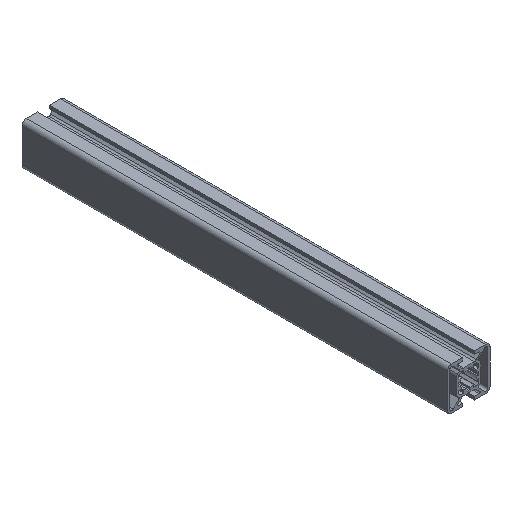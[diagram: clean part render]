
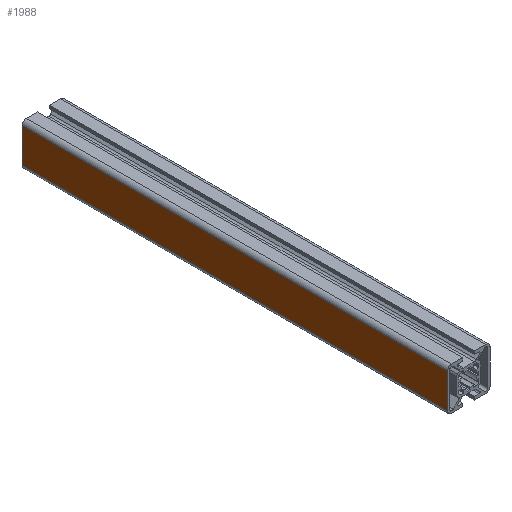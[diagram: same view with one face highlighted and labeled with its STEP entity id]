
A CAD part, isometric view. The second image highlights one B-rep face of the part: STEP entity #1988.
In plain terms, the highlighted face is planar.
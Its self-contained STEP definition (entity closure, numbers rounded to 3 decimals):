
#159 = ORIENTED_EDGE ( 'NONE', *, *, #2276, .T. ) ;
#174 = DIRECTION ( 'NONE',  ( 0., 0., 1. ) ) ;
#198 = ORIENTED_EDGE ( 'NONE', *, *, #2189, .T. ) ;
#257 = ORIENTED_EDGE ( 'NONE', *, *, #2240, .F. ) ;
#264 = ORIENTED_EDGE ( 'NONE', *, *, #2270, .F. ) ;
#364 = VERTEX_POINT ( 'NONE', #2934 ) ;
#408 = VERTEX_POINT ( 'NONE', #2975 ) ;
#424 = VERTEX_POINT ( 'NONE', #2979 ) ;
#439 = VERTEX_POINT ( 'NONE', #2765 ) ;
#615 = EDGE_LOOP ( 'NONE', ( #264, #257, #198, #159 ) ) ;
#1066 = LINE ( 'NONE', #1070, #1337 ) ;
#1070 = CARTESIAN_POINT ( 'NONE',  ( 15., -12., 0. ) ) ;
#1077 = CARTESIAN_POINT ( 'NONE',  ( 15., 12., -300. ) ) ;
#1078 = LINE ( 'NONE', #1077, #1409 ) ;
#1079 = DIRECTION ( 'NONE',  ( 0., 1., 0. ) ) ;
#1264 = VECTOR ( 'NONE', #3250, 1000. ) ;
#1336 = VECTOR ( 'NONE', #2645, 1000. ) ;
#1337 = VECTOR ( 'NONE', #1079, 1000. ) ;
#1409 = VECTOR ( 'NONE', #174, 1000. ) ;
#1533 = AXIS2_PLACEMENT_3D ( 'NONE', #2401, #2402, #2403 ) ;
#1988 = ADVANCED_FACE ( 'PLANAR_10', ( #2392 ), #2399, .T. ) ;
#2189 = EDGE_CURVE ( 'NONE', #408, #424, #3246, .T. ) ;
#2240 = EDGE_CURVE ( 'NONE', #408, #439, #2643, .T. ) ;
#2270 = EDGE_CURVE ( 'NONE', #439, #364, #1066, .T. ) ;
#2276 = EDGE_CURVE ( 'NONE', #424, #364, #1078, .T. ) ;
#2392 = FACE_OUTER_BOUND ( 'NONE', #615, .T. ) ;
#2399 = PLANE ( 'NONE',  #1533 ) ;
#2401 = CARTESIAN_POINT ( 'NONE',  ( 15., -12., -300. ) ) ;
#2402 = DIRECTION ( 'NONE',  ( 1., 0., 0. ) ) ;
#2403 = DIRECTION ( 'NONE',  ( 0., 0., -1. ) ) ;
#2643 = LINE ( 'NONE', #2649, #1336 ) ;
#2645 = DIRECTION ( 'NONE',  ( 0., 0., 1. ) ) ;
#2649 = CARTESIAN_POINT ( 'NONE',  ( 15., -12., -300. ) ) ;
#2765 = CARTESIAN_POINT ( 'NONE',  ( 15., -12., 0. ) ) ;
#2934 = CARTESIAN_POINT ( 'NONE',  ( 15., 12., 0. ) ) ;
#2975 = CARTESIAN_POINT ( 'NONE',  ( 15., -12., -300. ) ) ;
#2979 = CARTESIAN_POINT ( 'NONE',  ( 15., 12., -300. ) ) ;
#3243 = CARTESIAN_POINT ( 'NONE',  ( 15., -12., -300. ) ) ;
#3246 = LINE ( 'NONE', #3243, #1264 ) ;
#3250 = DIRECTION ( 'NONE',  ( 0., 1., 0. ) ) ;
